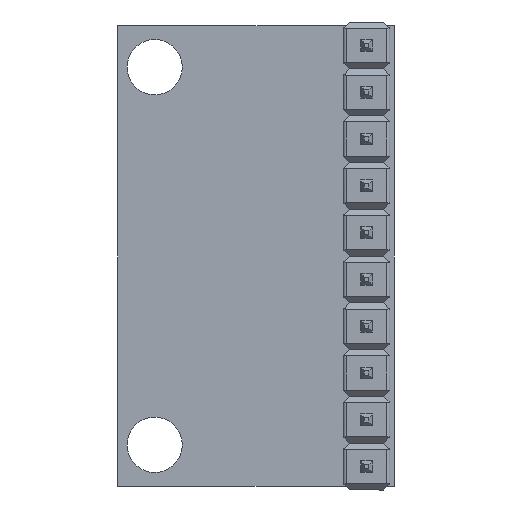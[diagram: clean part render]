
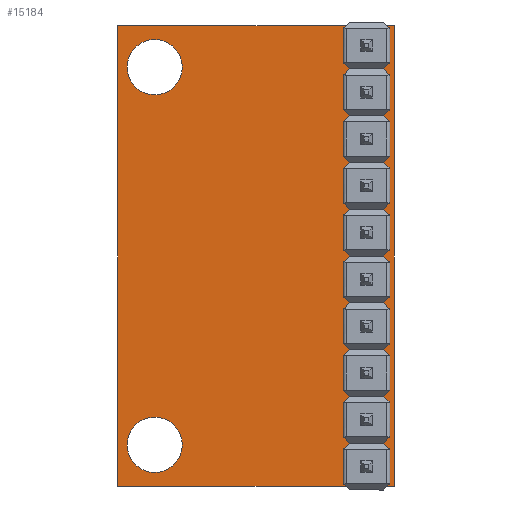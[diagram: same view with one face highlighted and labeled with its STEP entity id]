
A CAD part, front view. The second image highlights one B-rep face of the part: STEP entity #15184.
In plain terms, the highlighted planar face has unit normal (0, -1, 0).
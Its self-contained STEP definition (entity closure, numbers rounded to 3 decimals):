
#873=LINE('',#21353,#2704);
#877=LINE('',#21361,#2708);
#880=LINE('',#21367,#2711);
#883=LINE('',#21372,#2714);
#2704=VECTOR('',#17419,10.);
#2708=VECTOR('',#17425,10.);
#2711=VECTOR('',#17430,10.);
#2714=VECTOR('',#17435,10.);
#4539=PLANE('',#16325);
#5217=FACE_BOUND('',#6128,.T.);
#5218=FACE_BOUND('',#6129,.T.);
#5219=FACE_BOUND('',#6130,.T.);
#5220=FACE_BOUND('',#6131,.T.);
#5221=FACE_BOUND('',#6132,.T.);
#5222=FACE_BOUND('',#6133,.T.);
#5223=FACE_BOUND('',#6134,.T.);
#5224=FACE_BOUND('',#6135,.T.);
#5225=FACE_BOUND('',#6136,.T.);
#5226=FACE_BOUND('',#6137,.T.);
#5227=FACE_BOUND('',#6138,.T.);
#5228=FACE_BOUND('',#6139,.T.);
#5295=FACE_OUTER_BOUND('',#6127,.T.);
#6127=EDGE_LOOP('',(#10812,#10813,#10814,#10815));
#6128=EDGE_LOOP('',(#10816));
#6129=EDGE_LOOP('',(#10817));
#6130=EDGE_LOOP('',(#10818));
#6131=EDGE_LOOP('',(#10819));
#6132=EDGE_LOOP('',(#10820));
#6133=EDGE_LOOP('',(#10821));
#6134=EDGE_LOOP('',(#10822));
#6135=EDGE_LOOP('',(#10823));
#6136=EDGE_LOOP('',(#10824));
#6137=EDGE_LOOP('',(#10825));
#6138=EDGE_LOOP('',(#10826));
#6139=EDGE_LOOP('',(#10827));
#6994=CIRCLE('',#16287,1.5);
#6996=CIRCLE('',#16290,1.5);
#6998=CIRCLE('',#16293,0.5);
#7000=CIRCLE('',#16296,0.5);
#7002=CIRCLE('',#16299,0.5);
#7004=CIRCLE('',#16302,0.5);
#7006=CIRCLE('',#16305,0.5);
#7008=CIRCLE('',#16308,0.5);
#7010=CIRCLE('',#16311,0.5);
#7012=CIRCLE('',#16314,0.5);
#7014=CIRCLE('',#16317,0.5);
#7016=CIRCLE('',#16320,0.5);
#7154=VERTEX_POINT('',#21293);
#7156=VERTEX_POINT('',#21298);
#7158=VERTEX_POINT('',#21303);
#7160=VERTEX_POINT('',#21308);
#7162=VERTEX_POINT('',#21313);
#7164=VERTEX_POINT('',#21318);
#7166=VERTEX_POINT('',#21323);
#7168=VERTEX_POINT('',#21328);
#7170=VERTEX_POINT('',#21333);
#7172=VERTEX_POINT('',#21338);
#7174=VERTEX_POINT('',#21343);
#7176=VERTEX_POINT('',#21348);
#7177=VERTEX_POINT('',#21351);
#7178=VERTEX_POINT('',#21352);
#7181=VERTEX_POINT('',#21360);
#7183=VERTEX_POINT('',#21366);
#8586=EDGE_CURVE('',#7154,#7154,#6994,.T.);
#8588=EDGE_CURVE('',#7156,#7156,#6996,.T.);
#8590=EDGE_CURVE('',#7158,#7158,#6998,.T.);
#8592=EDGE_CURVE('',#7160,#7160,#7000,.T.);
#8594=EDGE_CURVE('',#7162,#7162,#7002,.T.);
#8596=EDGE_CURVE('',#7164,#7164,#7004,.T.);
#8598=EDGE_CURVE('',#7166,#7166,#7006,.T.);
#8600=EDGE_CURVE('',#7168,#7168,#7008,.T.);
#8602=EDGE_CURVE('',#7170,#7170,#7010,.T.);
#8604=EDGE_CURVE('',#7172,#7172,#7012,.T.);
#8606=EDGE_CURVE('',#7174,#7174,#7014,.T.);
#8608=EDGE_CURVE('',#7176,#7176,#7016,.T.);
#8609=EDGE_CURVE('',#7177,#7178,#873,.T.);
#8613=EDGE_CURVE('',#7178,#7181,#877,.T.);
#8616=EDGE_CURVE('',#7181,#7183,#880,.T.);
#8619=EDGE_CURVE('',#7183,#7177,#883,.T.);
#10812=ORIENTED_EDGE('',*,*,#8619,.T.);
#10813=ORIENTED_EDGE('',*,*,#8609,.T.);
#10814=ORIENTED_EDGE('',*,*,#8613,.T.);
#10815=ORIENTED_EDGE('',*,*,#8616,.T.);
#10816=ORIENTED_EDGE('',*,*,#8586,.T.);
#10817=ORIENTED_EDGE('',*,*,#8588,.T.);
#10818=ORIENTED_EDGE('',*,*,#8590,.T.);
#10819=ORIENTED_EDGE('',*,*,#8592,.T.);
#10820=ORIENTED_EDGE('',*,*,#8594,.T.);
#10821=ORIENTED_EDGE('',*,*,#8596,.T.);
#10822=ORIENTED_EDGE('',*,*,#8598,.T.);
#10823=ORIENTED_EDGE('',*,*,#8600,.T.);
#10824=ORIENTED_EDGE('',*,*,#8602,.T.);
#10825=ORIENTED_EDGE('',*,*,#8604,.T.);
#10826=ORIENTED_EDGE('',*,*,#8606,.T.);
#10827=ORIENTED_EDGE('',*,*,#8608,.T.);
#15184=ADVANCED_FACE('',(#5295,#5217,#5218,#5219,#5220,#5221,#5222,#5223,
#5224,#5225,#5226,#5227,#5228),#4539,.F.);
#16287=AXIS2_PLACEMENT_3D('',#21294,#17349,#17350);
#16290=AXIS2_PLACEMENT_3D('',#21299,#17355,#17356);
#16293=AXIS2_PLACEMENT_3D('',#21304,#17361,#17362);
#16296=AXIS2_PLACEMENT_3D('',#21309,#17367,#17368);
#16299=AXIS2_PLACEMENT_3D('',#21314,#17373,#17374);
#16302=AXIS2_PLACEMENT_3D('',#21319,#17379,#17380);
#16305=AXIS2_PLACEMENT_3D('',#21324,#17385,#17386);
#16308=AXIS2_PLACEMENT_3D('',#21329,#17391,#17392);
#16311=AXIS2_PLACEMENT_3D('',#21334,#17397,#17398);
#16314=AXIS2_PLACEMENT_3D('',#21339,#17403,#17404);
#16317=AXIS2_PLACEMENT_3D('',#21344,#17409,#17410);
#16320=AXIS2_PLACEMENT_3D('',#21349,#17415,#17416);
#16325=AXIS2_PLACEMENT_3D('',#21374,#17437,#17438);
#17349=DIRECTION('center_axis',(0.,1.,0.));
#17350=DIRECTION('ref_axis',(1.,0.,0.));
#17355=DIRECTION('center_axis',(0.,1.,0.));
#17356=DIRECTION('ref_axis',(1.,0.,0.));
#17361=DIRECTION('center_axis',(0.,1.,0.));
#17362=DIRECTION('ref_axis',(1.,0.,0.));
#17367=DIRECTION('center_axis',(0.,1.,0.));
#17368=DIRECTION('ref_axis',(1.,0.,0.));
#17373=DIRECTION('center_axis',(0.,1.,0.));
#17374=DIRECTION('ref_axis',(1.,0.,0.));
#17379=DIRECTION('center_axis',(0.,1.,0.));
#17380=DIRECTION('ref_axis',(1.,0.,0.));
#17385=DIRECTION('center_axis',(0.,1.,0.));
#17386=DIRECTION('ref_axis',(1.,0.,0.));
#17391=DIRECTION('center_axis',(0.,1.,0.));
#17392=DIRECTION('ref_axis',(1.,0.,0.));
#17397=DIRECTION('center_axis',(0.,1.,0.));
#17398=DIRECTION('ref_axis',(1.,0.,0.));
#17403=DIRECTION('center_axis',(0.,1.,0.));
#17404=DIRECTION('ref_axis',(1.,0.,0.));
#17409=DIRECTION('center_axis',(0.,1.,0.));
#17410=DIRECTION('ref_axis',(1.,0.,0.));
#17415=DIRECTION('center_axis',(0.,1.,0.));
#17416=DIRECTION('ref_axis',(1.,0.,0.));
#17419=DIRECTION('',(0.,0.,1.));
#17425=DIRECTION('',(-1.,0.,0.));
#17430=DIRECTION('',(0.,0.,-1.));
#17435=DIRECTION('',(1.,0.,0.));
#17437=DIRECTION('center_axis',(0.,1.,0.));
#17438=DIRECTION('ref_axis',(0.,0.,1.));
#21293=CARTESIAN_POINT('',(-7.,0.,-10.25));
#21294=CARTESIAN_POINT('Origin',(-5.5,0.,-10.25));
#21298=CARTESIAN_POINT('',(-7.,0.,10.25));
#21299=CARTESIAN_POINT('Origin',(-5.5,0.,10.25));
#21303=CARTESIAN_POINT('',(5.5,0.,-11.43));
#21304=CARTESIAN_POINT('Origin',(6.,0.,-11.43));
#21308=CARTESIAN_POINT('',(5.5,0.,-8.89));
#21309=CARTESIAN_POINT('Origin',(6.,0.,-8.89));
#21313=CARTESIAN_POINT('',(5.5,0.,-6.35));
#21314=CARTESIAN_POINT('Origin',(6.,0.,-6.35));
#21318=CARTESIAN_POINT('',(5.5,0.,-3.81));
#21319=CARTESIAN_POINT('Origin',(6.,0.,-3.81));
#21323=CARTESIAN_POINT('',(5.5,0.,-1.27));
#21324=CARTESIAN_POINT('Origin',(6.,0.,-1.27));
#21328=CARTESIAN_POINT('',(5.5,0.,1.27));
#21329=CARTESIAN_POINT('Origin',(6.,0.,1.27));
#21333=CARTESIAN_POINT('',(5.5,0.,3.81));
#21334=CARTESIAN_POINT('Origin',(6.,0.,3.81));
#21338=CARTESIAN_POINT('',(5.5,0.,6.35));
#21339=CARTESIAN_POINT('Origin',(6.,0.,6.35));
#21343=CARTESIAN_POINT('',(5.5,0.,8.89));
#21344=CARTESIAN_POINT('Origin',(6.,0.,8.89));
#21348=CARTESIAN_POINT('',(5.5,0.,11.43));
#21349=CARTESIAN_POINT('Origin',(6.,0.,11.43));
#21351=CARTESIAN_POINT('',(7.5,0.,-12.5));
#21352=CARTESIAN_POINT('',(7.5,0.,12.5));
#21353=CARTESIAN_POINT('',(7.5,0.,-12.5));
#21360=CARTESIAN_POINT('',(-7.5,0.,12.5));
#21361=CARTESIAN_POINT('',(7.5,0.,12.5));
#21366=CARTESIAN_POINT('',(-7.5,0.,-12.5));
#21367=CARTESIAN_POINT('',(-7.5,0.,12.5));
#21372=CARTESIAN_POINT('',(-7.5,0.,-12.5));
#21374=CARTESIAN_POINT('Origin',(0.,0.,0.));
